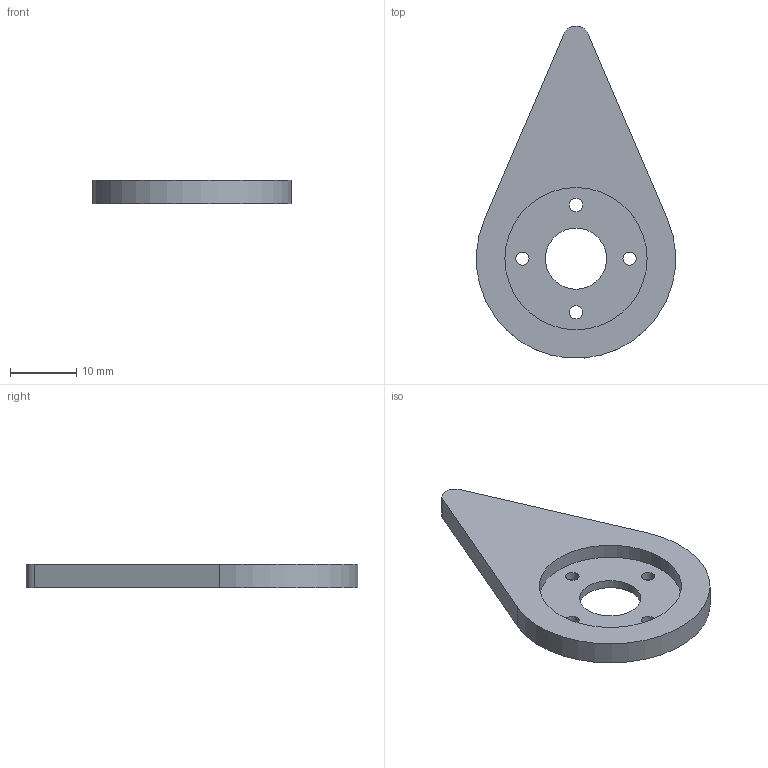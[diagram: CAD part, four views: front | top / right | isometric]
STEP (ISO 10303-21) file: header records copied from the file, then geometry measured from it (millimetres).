
FILE_DESCRIPTION(('FreeCAD Model'),'2;1');
FILE_NAME('pointer-horn-1.step','2017-01-29T19:21:01',('Author'),(''), 'Open CASCADE STEP processor 6.8','FreeCAD','Unknown');
FILE_SCHEMA(('AUTOMOTIVE_DESIGN_CC2 { 1 2 10303 214 -1 1 5 4 }'));
Length unit declared in the file: millimetre
Products named in the file (2): ASSEMBLY; pointer1-final
Assembly tree (1 placements, depth 2):
  ASSEMBLY
    pointer1-final
Bounding box: 29.94 x 49.94 x 3.5 mm (x, y, z)
Volume: 2482.9 mm3; surface area: 2425.8 mm2
Topology: 1 solids, 1 shells, 13 faces, 30 edges, 20 vertices
Faces by surface type: cylinder 8, plane 5
Full cylindrical faces by diameter (mm): 2 x4, 9.2 x1, 21.4 x1
Entity records: 877 total; most frequent: CARTESIAN_POINT 221, DIRECTION 120, ORIENTED_EDGE 60, PCURVE 60, DEFINITIONAL_REPRESENTATION 60, LINE 58, VECTOR 58, AXIS2_PLACEMENT_3D 31
